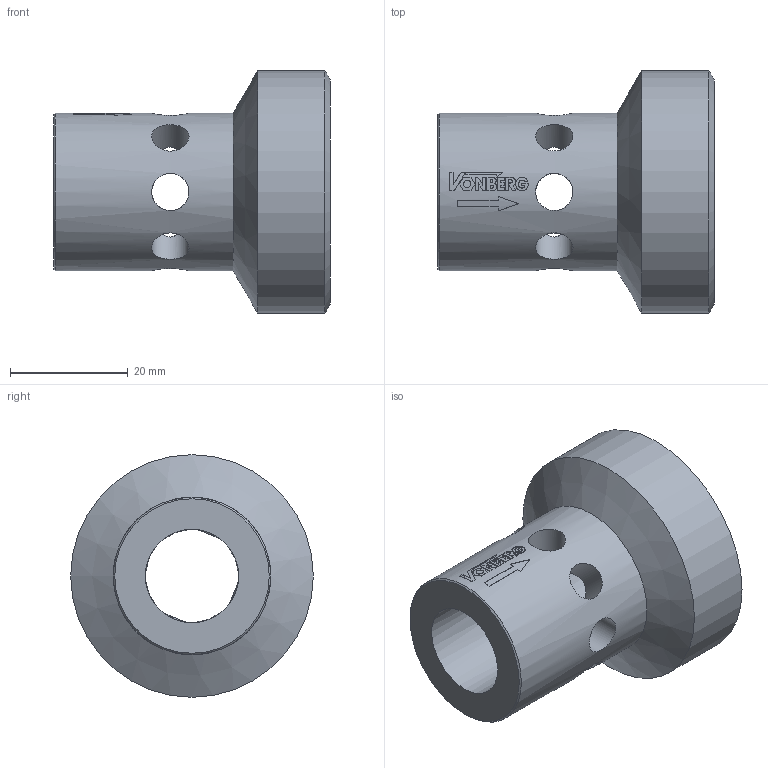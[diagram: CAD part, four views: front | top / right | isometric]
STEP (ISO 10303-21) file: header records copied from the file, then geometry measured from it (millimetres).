
FILE_DESCRIPTION((''),'2;1');
FILE_NAME('8520.stp','2015-02-17T16:36:07',('jml'),(''),'Autodesk Inventor 2010','Autodesk Inventor 2010','');
FILE_SCHEMA(('AUTOMOTIVE_DESIGN { 1 0 10303 214 1 1 1 1 }'));
Length unit declared in the file: inch
Products named in the file (1): 221380
Bounding box: 46.99 x 41.27 x 41.27 mm (x, y, z)
Volume: 26517.1 mm3; surface area: 9211.2 mm2
Topology: 1 solids, 1 shells, 128 faces, 360 edges, 238 vertices
Faces by surface type: plane 69, bspline 32, cylinder 23, cone 4
Full cylindrical faces by diameter (mm): 6.35 x8, 26.797 x1, 41.275 x1
Entity records: 9751 total; most frequent: CARTESIAN_POINT 6776, ORIENTED_EDGE 662, DIRECTION 430, EDGE_CURVE 331, VERTEX_POINT 226, EDGE_LOOP 167, AXIS2_PLACEMENT_3D 144, VECTOR 142
